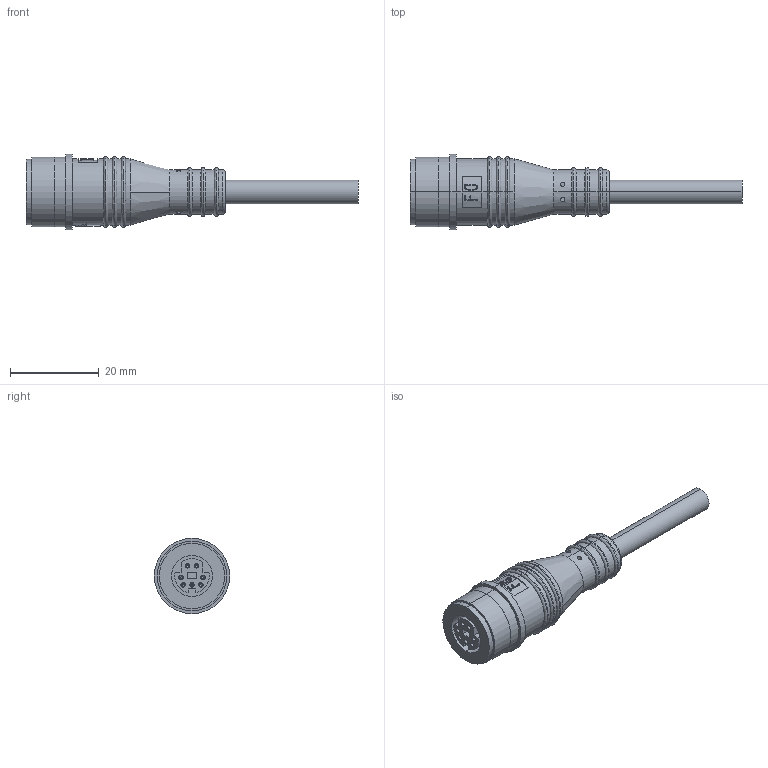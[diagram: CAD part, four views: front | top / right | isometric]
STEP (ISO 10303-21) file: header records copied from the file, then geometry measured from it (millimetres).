
FILE_DESCRIPTION (( 'STEP AP203' ), '1' );
FILE_NAME ('P451.STEP', '2020-04-16T01:50:50', ( 'edpusr' ), ( 'Microsoft' ), 'SwSTEP 2.0', 'SolidWorks 2015', '' );
FILE_SCHEMA (( 'CONFIG_CONTROL_DESIGN' ));
Length unit declared in the file: millimetre
Products named in the file (1): P451
Bounding box: 75 x 17 x 17 mm (x, y, z)
Volume: 6873.4 mm3; surface area: 3758.8 mm2
Topology: 1 solids, 1 shells, 212 faces, 513 edges, 315 vertices
Faces by surface type: cylinder 80, bspline 67, plane 47, cone 18
Entity records: 10122 total; most frequent: CARTESIAN_POINT 5412, ORIENTED_EDGE 994, DIRECTION 898, EDGE_CURVE 497, AXIS2_PLACEMENT_3D 346, VERTEX_POINT 315, EDGE_LOOP 240, ADVANCED_FACE 212
